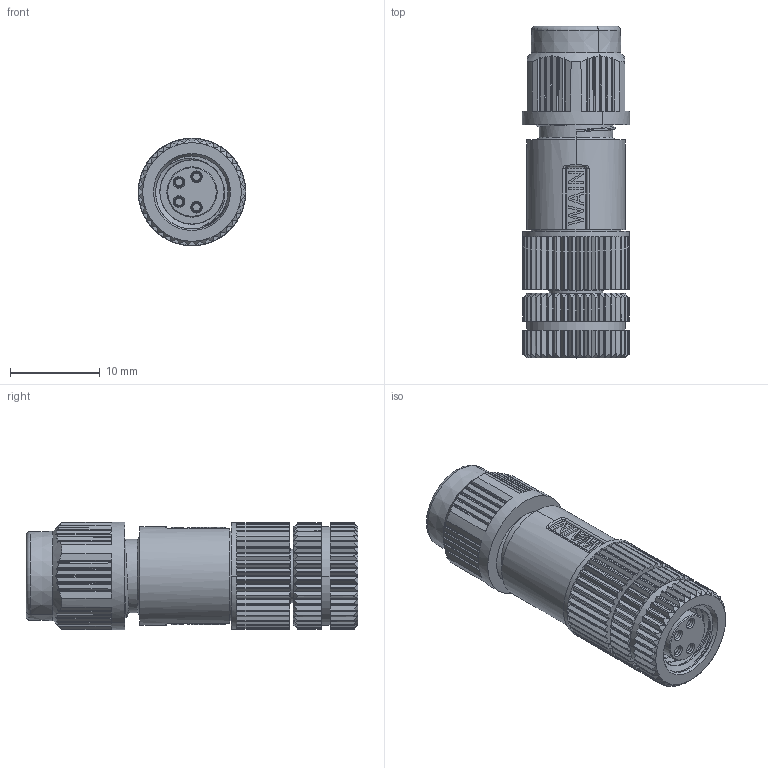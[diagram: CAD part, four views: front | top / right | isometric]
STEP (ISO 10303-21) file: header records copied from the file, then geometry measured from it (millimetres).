
FILE_DESCRIPTION((''),'2;1');
FILE_NAME('3D_1620044233001_M8-FST04-T-D5_','2024-01-17T',('12524'),(''),'PRO/ENGINEER BY PARAMETRIC TECHNOLOGY CORPORATION, 2012480','PRO/ENGINEER BY PARAMETRIC TECHNOLOGY CORPORATION, 2012480','');
FILE_SCHEMA(('CONFIG_CONTROL_DESIGN'));
Length unit declared in the file: millimetre
Products named in the file (1): 3D_1620044233001_M8-FST04-T-D5_
Bounding box: 12 x 37 x 12 mm (x, y, z)
Volume: 3368 mm3; surface area: 2422.1 mm2
Topology: 1 solids, 3 shells, 918 faces, 2927 edges, 2050 vertices
Faces by surface type: plane 466, cylinder 291, cone 94, bspline 50, torus 16, extrusion 1
Entity records: 39146 total; most frequent: CARTESIAN_POINT 13786, ORIENTED_EDGE 5854, DIRECTION 4784, EDGE_CURVE 2927, VERTEX_POINT 2050, AXIS2_PLACEMENT_3D 1755, VECTOR 1274, LINE 1273
